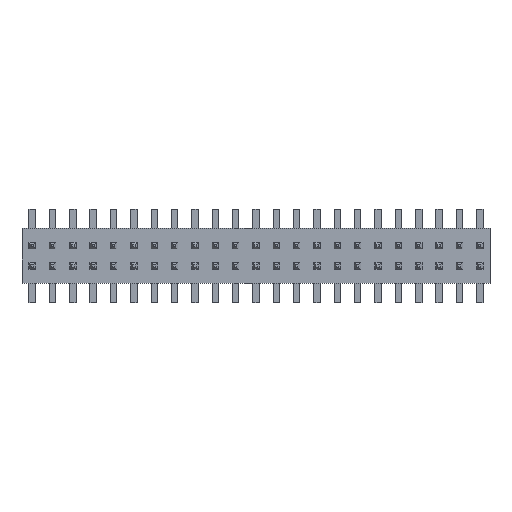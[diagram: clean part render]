
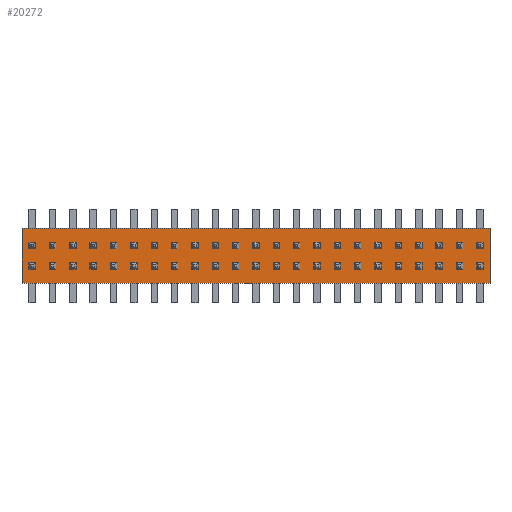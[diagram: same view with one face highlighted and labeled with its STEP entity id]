
A CAD part, top view. The second image highlights one B-rep face of the part: STEP entity #20272.
In plain terms, the highlighted face is planar.
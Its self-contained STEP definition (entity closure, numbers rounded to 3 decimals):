
#20140 = EDGE_CURVE('',#20141,#20143,#20145,.T.);
#20141 = VERTEX_POINT('',#20142);
#20142 = CARTESIAN_POINT('',(-14.605,1.753,-1.715));
#20143 = VERTEX_POINT('',#20144);
#20144 = CARTESIAN_POINT('',(-14.605,1.753,1.715));
#20145 = LINE('',#20146,#20147);
#20146 = CARTESIAN_POINT('',(-14.605,1.753,-1.715));
#20147 = VECTOR('',#20148,1.);
#20148 = DIRECTION('',(0.,0.,1.));
#20180 = EDGE_CURVE('',#20143,#20181,#20183,.T.);
#20181 = VERTEX_POINT('',#20182);
#20182 = CARTESIAN_POINT('',(14.605,1.753,1.715));
#20183 = LINE('',#20184,#20185);
#20184 = CARTESIAN_POINT('',(-14.605,1.753,1.715));
#20185 = VECTOR('',#20186,1.);
#20186 = DIRECTION('',(1.,0.,0.));
#20211 = EDGE_CURVE('',#20181,#20212,#20214,.T.);
#20212 = VERTEX_POINT('',#20213);
#20213 = CARTESIAN_POINT('',(14.605,1.753,-1.715));
#20214 = LINE('',#20215,#20216);
#20215 = CARTESIAN_POINT('',(14.605,1.753,1.715));
#20216 = VECTOR('',#20217,1.);
#20217 = DIRECTION('',(0.,0.,-1.));
#20242 = EDGE_CURVE('',#20212,#20141,#20243,.T.);
#20243 = LINE('',#20244,#20245);
#20244 = CARTESIAN_POINT('',(14.605,1.753,-1.715));
#20245 = VECTOR('',#20246,1.);
#20246 = DIRECTION('',(-1.,0.,0.));
#20272 = ADVANCED_FACE('',(#20273),#20279,.T.);
#20273 = FACE_BOUND('',#20274,.T.);
#20274 = EDGE_LOOP('',(#20275,#20276,#20277,#20278));
#20275 = ORIENTED_EDGE('',*,*,#20140,.T.);
#20276 = ORIENTED_EDGE('',*,*,#20180,.T.);
#20277 = ORIENTED_EDGE('',*,*,#20211,.T.);
#20278 = ORIENTED_EDGE('',*,*,#20242,.T.);
#20279 = PLANE('',#20280);
#20280 = AXIS2_PLACEMENT_3D('',#20281,#20282,#20283);
#20281 = CARTESIAN_POINT('',(0.,1.753,0.));
#20282 = DIRECTION('',(0.,1.,0.));
#20283 = DIRECTION('',(0.,-0.,1.));
